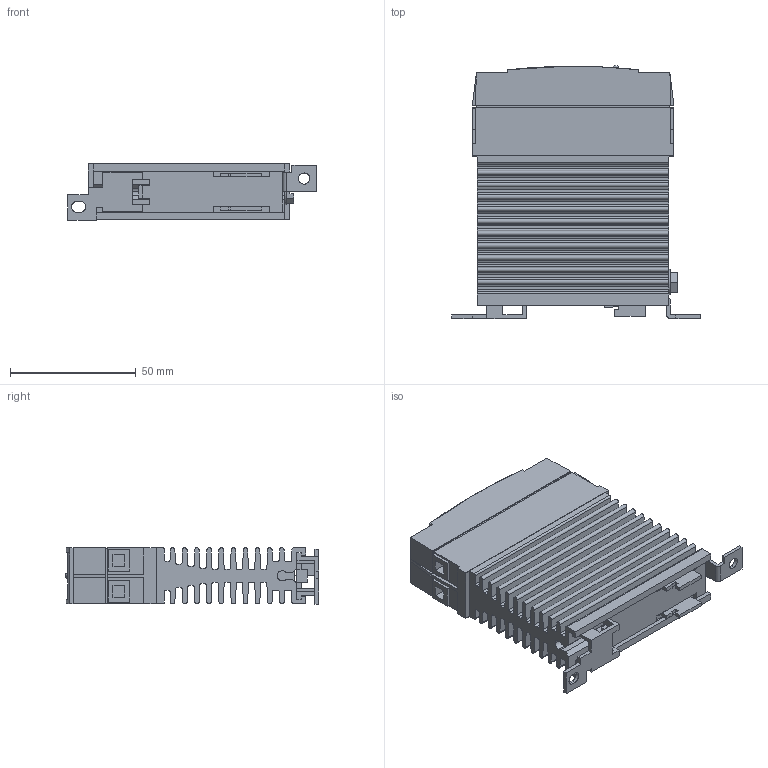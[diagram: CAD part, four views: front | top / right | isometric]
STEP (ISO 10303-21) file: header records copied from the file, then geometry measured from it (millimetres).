
FILE_DESCRIPTION (( 'STEP AP214' ), '1' );
FILE_NAME ('105101.TEP.STEP', '2011-07-09T16:51:14', ( 'LALo' ), ( 'Edi Foundation' ), 'SwSTEP 2.0', 'SolidWorks 2011', '' );
FILE_SCHEMA (( 'AUTOMOTIVE_DESIGN' ));
Length unit declared in the file: inch
Products named in the file (1): 105101.TEP
Bounding box: 98.81 x 100.71 x 22.48 mm (x, y, z)
Surface area: 51747.4 mm2 (no closed solid volume)
Topology: 0 solids, 481 shells, 483 faces, 2651 edges, 2646 vertices
Faces by surface type: plane 356, cylinder 115, torus 8, cone 3, bspline 1
Entity records: 32063 total; most frequent: CARTESIAN_POINT 12047, DIRECTION 3231, ORIENTED_EDGE 2652, EDGE_CURVE 2649, VERTEX_POINT 2646, VECTOR 1705, LINE 1705, AXIS2_PLACEMENT_3D 763
